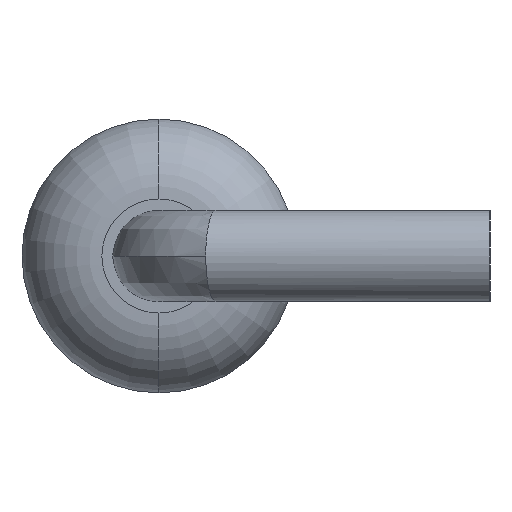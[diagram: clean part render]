
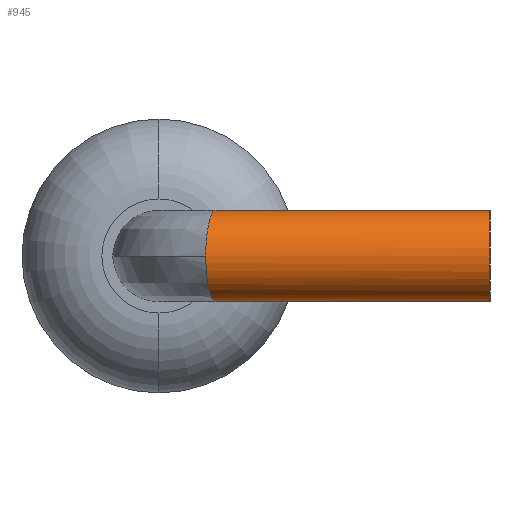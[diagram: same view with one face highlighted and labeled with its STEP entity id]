
A CAD part, left-side view. The second image highlights one B-rep face of the part: STEP entity #945.
In plain terms, the highlighted cylindrical face has radius 0.4 mm (diameter 0.8 mm), a partial arc.
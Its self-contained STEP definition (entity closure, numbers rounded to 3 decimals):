
#47 = CARTESIAN_POINT ( 'NONE',  ( 0.005, 2.4, -0.4 ) ) ;
#48 = CARTESIAN_POINT ( 'NONE',  ( -0.262, 2.46, -0.4 ) ) ;
#49 = CARTESIAN_POINT ( 'NONE',  ( -0.395, 2.49, -0.2 ) ) ;
#50 = CARTESIAN_POINT ( 'NONE',  ( -0.395, 2.49, 0. ) ) ;
#59 = CARTESIAN_POINT ( 'NONE',  ( -0.395, 2.49, 0. ) ) ;
#60 =( BOUNDED_CURVE ( )  B_SPLINE_CURVE ( 3, ( #50, #49, #48, #47 ),
 .UNSPECIFIED., .F., .T. ) 
 B_SPLINE_CURVE_WITH_KNOTS ( ( 4, 4 ),
 ( 0.5, 0.75 ),
 .UNSPECIFIED. ) 
 CURVE ( )  GEOMETRIC_REPRESENTATION_ITEM ( )  RATIONAL_B_SPLINE_CURVE ( ( 1., 0.667, 0.5, 0.5 ) ) 
 REPRESENTATION_ITEM ( '' )  );
#61 = CARTESIAN_POINT ( 'NONE',  ( 0.005, 2.4, -0.4 ) ) ;
#134 = CARTESIAN_POINT ( 'NONE',  ( 0.005, 2.4, 0.4 ) ) ;
#271 = CARTESIAN_POINT ( 'NONE',  ( 0.005, 0., 0.4 ) ) ;
#272 = DIRECTION ( 'NONE',  ( 0., -1., 0. ) ) ;
#273 = VECTOR ( 'NONE', #272, 1000. ) ;
#274 = CARTESIAN_POINT ( 'NONE',  ( 0.005, 3.531, 0.4 ) ) ;
#275 = LINE ( 'NONE', #274, #273 ) ;
#528 = CARTESIAN_POINT ( 'NONE',  ( -0.395, 2.49, 0. ) ) ;
#529 = CARTESIAN_POINT ( 'NONE',  ( -0.395, 2.49, 0.2 ) ) ;
#530 = CARTESIAN_POINT ( 'NONE',  ( -0.262, 2.46, 0.4 ) ) ;
#531 = CARTESIAN_POINT ( 'NONE',  ( 0.005, 2.4, 0.4 ) ) ;
#533 =( BOUNDED_CURVE ( )  B_SPLINE_CURVE ( 3, ( #531, #530, #529, #528 ),
 .UNSPECIFIED., .F., .T. ) 
 B_SPLINE_CURVE_WITH_KNOTS ( ( 4, 4 ),
 ( 0.25, 0.5 ),
 .UNSPECIFIED. ) 
 CURVE ( )  GEOMETRIC_REPRESENTATION_ITEM ( )  RATIONAL_B_SPLINE_CURVE ( ( 0.5, 0.5, 0.667, 1. ) ) 
 REPRESENTATION_ITEM ( '' )  );
#536 = DIRECTION ( 'NONE',  ( 0., 0., -1. ) ) ;
#537 = DIRECTION ( 'NONE',  ( 0., -1., 0. ) ) ;
#538 = CARTESIAN_POINT ( 'NONE',  ( 0.005, 3.531, 0. ) ) ;
#539 = AXIS2_PLACEMENT_3D ( 'NONE', #538, #537, #536 ) ;
#540 = CYLINDRICAL_SURFACE ( 'NONE', #539, 0.4 ) ;
#541 = FACE_OUTER_BOUND ( 'NONE', #953, .T. ) ;
#542 = DIRECTION ( 'NONE',  ( 0., 0., -1. ) ) ;
#543 = DIRECTION ( 'NONE',  ( 0., -1., 0. ) ) ;
#544 = CARTESIAN_POINT ( 'NONE',  ( 0.005, 0., 0. ) ) ;
#545 = AXIS2_PLACEMENT_3D ( 'NONE', #544, #543, #542 ) ;
#546 = CIRCLE ( 'NONE', #545, 0.4 ) ;
#843 = VERTEX_POINT ( 'NONE', #2055 ) ;
#845 = EDGE_CURVE ( 'NONE', #1031, #843, #2054, .T. ) ;
#944 = EDGE_CURVE ( 'NONE', #1074, #843, #546, .T. ) ;
#945 = ADVANCED_FACE ( 'NONE', ( #541 ), #540, .T. ) ;
#946 = ORIENTED_EDGE ( 'NONE', *, *, #1073, .F. ) ;
#947 = ORIENTED_EDGE ( 'NONE', *, *, #948, .T. ) ;
#948 = EDGE_CURVE ( 'NONE', #1018, #1030, #533, .T. ) ;
#953 = EDGE_LOOP ( 'NONE', ( #946, #947, #957, #958, #959 ) ) ;
#957 = ORIENTED_EDGE ( 'NONE', *, *, #1029, .T. ) ;
#958 = ORIENTED_EDGE ( 'NONE', *, *, #845, .T. ) ;
#959 = ORIENTED_EDGE ( 'NONE', *, *, #944, .F. ) ;
#1018 = VERTEX_POINT ( 'NONE', #134 ) ;
#1029 = EDGE_CURVE ( 'NONE', #1030, #1031, #60, .T. ) ;
#1030 = VERTEX_POINT ( 'NONE', #59 ) ;
#1031 = VERTEX_POINT ( 'NONE', #61 ) ;
#1073 = EDGE_CURVE ( 'NONE', #1018, #1074, #275, .T. ) ;
#1074 = VERTEX_POINT ( 'NONE', #271 ) ;
#2051 = DIRECTION ( 'NONE',  ( 0., -1., 0. ) ) ;
#2052 = VECTOR ( 'NONE', #2051, 1000. ) ;
#2053 = CARTESIAN_POINT ( 'NONE',  ( 0.005, 3.531, -0.4 ) ) ;
#2054 = LINE ( 'NONE', #2053, #2052 ) ;
#2055 = CARTESIAN_POINT ( 'NONE',  ( 0.005, 0., -0.4 ) ) ;
